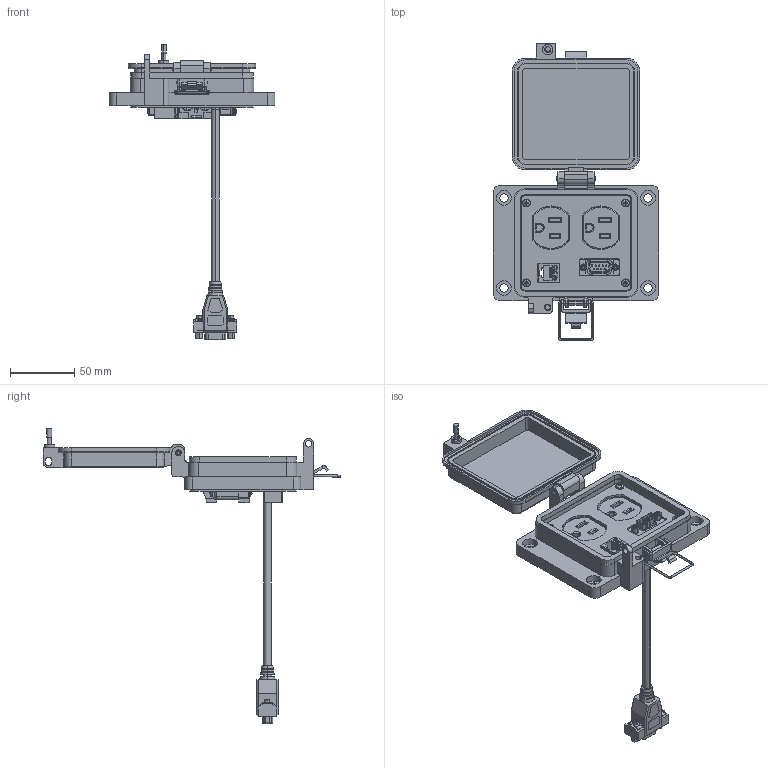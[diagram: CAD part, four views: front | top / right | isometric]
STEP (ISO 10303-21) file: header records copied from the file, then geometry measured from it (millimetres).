
FILE_DESCRIPTION (( 'STEP AP203' ), '1' );
FILE_NAME ('P-P1R2-K3RD0_3D.STEP', '2021-10-14T17:24:44', ( '' ), ( '' ), 'SwSTEP 2.0', 'SolidWorks 2019', '' );
FILE_SCHEMA (( 'CONFIG_CONTROL_DESIGN' ));
Length unit declared in the file: millimetre
Products named in the file (16): Z-300-RJ45CAT5; Z-200-OTLT-RD_Sheared; P-P1R2-K3RD0_FP060_1; RD_sheared; R2; Z-000-440316 JACK SCREW_92710A212; Z-000-4243316TFP; Z-H-K3_B; P-P1R2-K3RD0_BP180_1; P-P1R2-K3RD0_3D; P1; Z-000-440316 NUT_95130A110; Z-000-44038FH_90273A108; 92005A124_METRIC PAN HEAD PHILLIPS MACHINE SCREW_92005A124; -K3; P-P1R2-K3RD0_TP060_1
Assembly tree (23 placements, depth 3):
  P-P1R2-K3RD0_3D
    P-P1R2-K3RD0_BP180_1
    P-P1R2-K3RD0_TP060_1
    Z-000-4243316TFP  x4
    RD_sheared
      Z-200-OTLT-RD_Sheared
    Z-000-44038FH_90273A108
    P-P1R2-K3RD0_FP060_1
    P1
    Z-000-440316 JACK SCREW_92710A212  x2
    Z-000-440316 NUT_95130A110  x2
    R2
      Z-300-RJ45CAT5
    -K3
      Z-H-K3_B
    92005A124_METRIC PAN HEAD PHILLIPS MACHINE SCREW_92005A124  x4
Bounding box: 129 x 231.18 x 229.71 mm (x, y, z)
Volume: 203699.9 mm3; surface area: 137111.8 mm2
Topology: 47 solids, 47 shells, 3584 faces, 9700 edges, 6276 vertices
Faces by surface type: cylinder 1523, plane 1394, bspline 337, cone 197, torus 73, sphere 60
Entity records: 103801 total; most frequent: CARTESIAN_POINT 37544, ORIENTED_EDGE 14288, DIRECTION 12262, EDGE_CURVE 7144, VERTEX_POINT 4628, VECTOR 4150, LINE 4150, AXIS2_PLACEMENT_3D 4056
